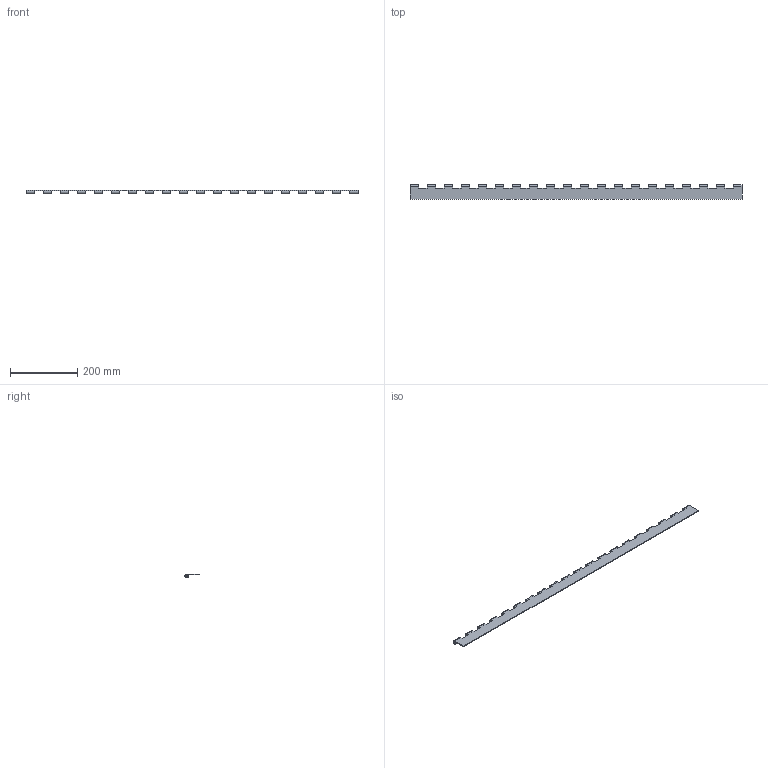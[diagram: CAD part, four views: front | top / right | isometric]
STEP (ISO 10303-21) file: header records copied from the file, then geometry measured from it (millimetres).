
FILE_DESCRIPTION(/* description */ (''),/* implementation_level */ '2;1');
FILE_NAME(/* name */ 'FE-00014-02-A_1.stp',/* time_stamp */ '2017-01-08T11:44:31-05:00',/* author */ ('jeff1'),/* organization */ (''),/* preprocessor_version */ 'ST-DEVELOPER v16.5',/* originating_system */ 'Autodesk Inventor 2017',/* authorisation */ '');
FILE_SCHEMA (('AUTOMOTIVE_DESIGN { 1 0 10303 214 3 1 1 }'));
Length unit declared in the file: inch
Products named in the file (1): FE-00014-02-A_1
Bounding box: 990.6 x 43.56 x 10.91 mm (x, y, z)
Volume: 106946.3 mm3; surface area: 100845.8 mm2
Topology: 1 solids, 1 shells, 122 faces, 360 edges, 240 vertices
Faces by surface type: plane 82, cylinder 40
Entity records: 4096 total; most frequent: CARTESIAN_POINT 723, ORIENTED_EDGE 720, DIRECTION 686, EDGE_CURVE 360, LINE 280, VECTOR 280, VERTEX_POINT 240, AXIS2_PLACEMENT_3D 203
